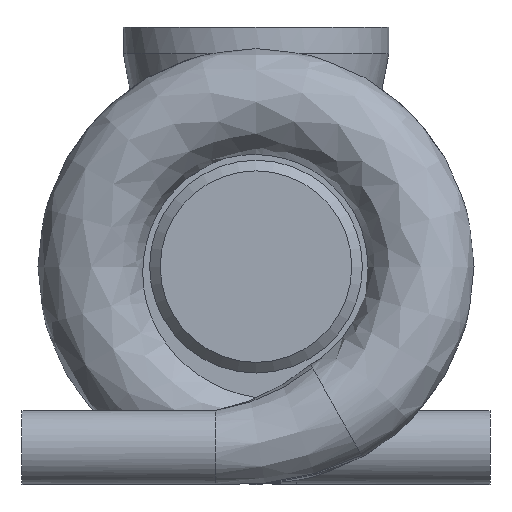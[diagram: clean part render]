
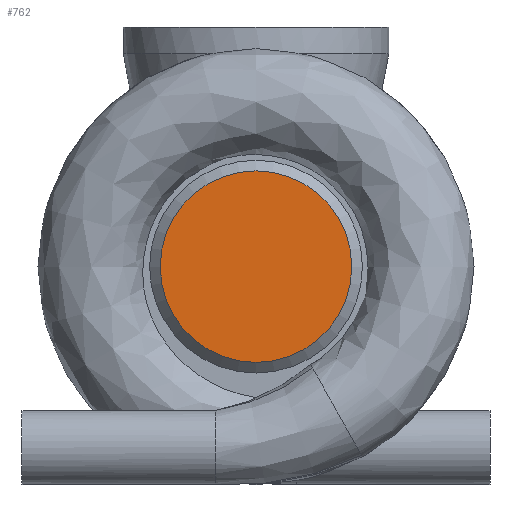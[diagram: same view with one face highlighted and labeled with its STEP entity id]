
A CAD part, left-side view. The second image highlights one B-rep face of the part: STEP entity #762.
In plain terms, the highlighted face is planar.
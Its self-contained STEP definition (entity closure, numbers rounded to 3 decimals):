
#109=PLANE('',#808);
#127=ORIENTED_EDGE('',*,*,#269,.F.);
#269=EDGE_CURVE('',#341,#341,#389,.T.);
#341=VERTEX_POINT('',#949);
#389=CIRCLE('',#807,1.8);
#405=EDGE_LOOP('',(#127));
#451=FACE_BOUND('',#405,.T.);
#762=ADVANCED_FACE('',(#451),#109,.F.);
#807=AXIS2_PLACEMENT_3D('',#948,#853,#854);
#808=AXIS2_PLACEMENT_3D('',#950,#855,#856);
#853=DIRECTION('',(0.,1.,0.));
#854=DIRECTION('',(0.,0.,1.));
#855=DIRECTION('',(0.,1.,0.));
#856=DIRECTION('',(0.,0.,1.));
#948=CARTESIAN_POINT('',(0.,-11.3,0.));
#949=CARTESIAN_POINT('',(0.,-11.3,1.8));
#950=CARTESIAN_POINT('',(0.,-11.3,0.));
